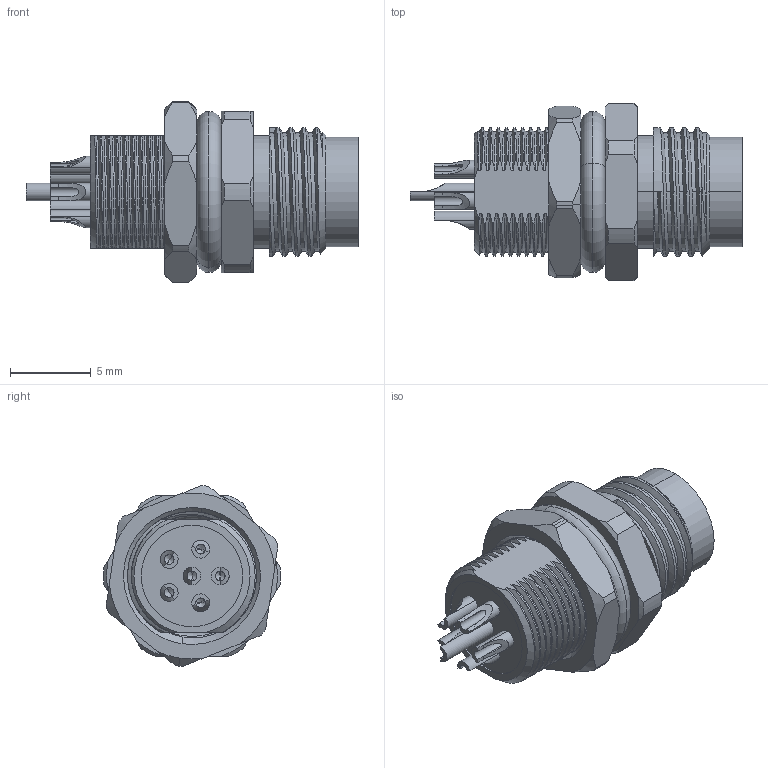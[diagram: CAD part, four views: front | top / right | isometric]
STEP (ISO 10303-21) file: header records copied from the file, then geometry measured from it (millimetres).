
FILE_DESCRIPTION (( 'STEP AP203' ), '1' );
FILE_NAME ('54-00326revA.STEP', '2023-02-08T21:58:31', ( '' ), ( '' ), 'SwSTEP 2.0', 'SolidWorks 2021', '' );
FILE_SCHEMA (( 'CONFIG_CONTROL_DESIGN' ));
Length unit declared in the file: millimetre
Products named in the file (7): 54-00326-06___; 54-00326revA; 54-00326-05___; 54-00326-03___; 54-00326-04___; 54-00326-01___; 54-00326-02
Assembly tree (10 placements, depth 2):
  54-00326revA
    54-00326-01___
    54-00326-02
    54-00326-03___  x5
    54-00326-04___
    54-00326-05___
    54-00326-06___
Bounding box: 20.6 x 10.99 x 11.23 mm (x, y, z)
Volume: 806.3 mm3; surface area: 2283.9 mm2
Topology: 10 solids, 10 shells, 435 faces, 1090 edges, 690 vertices
Faces by surface type: cylinder 192, cone 73, plane 72, bspline 58, torus 28, sphere 12
Entity records: 32194 total; most frequent: CARTESIAN_POINT 24244, ORIENTED_EDGE 1676, DIRECTION 1285, EDGE_CURVE 838, VERTEX_POINT 546, AXIS2_PLACEMENT_3D 501, EDGE_LOOP 352, FACE_OUTER_BOUND 319
